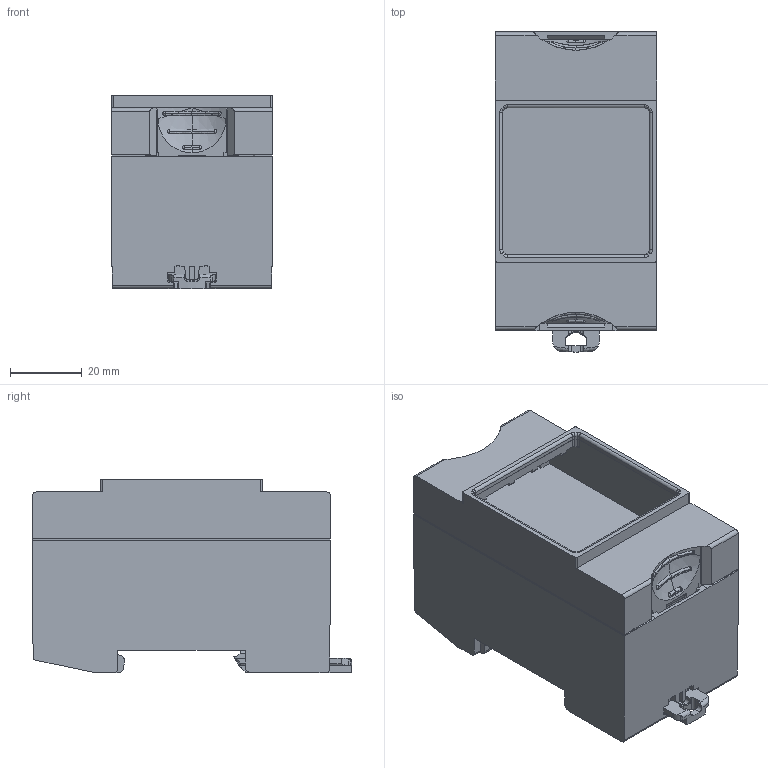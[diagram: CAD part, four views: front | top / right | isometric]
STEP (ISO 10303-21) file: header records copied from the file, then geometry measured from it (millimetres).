
FILE_DESCRIPTION(('CATIA V5 STEP Exchange','CAx-IF Rec.Pracs.--- Model Styling and Organization---1.4--- 2014-01-23'),'2;1');
FILE_NAME ('283483-2_1', '2020-01-07T13:35:21+00:00', ('none'), ('Weidmueller'), 'CATIA Version 5-6 Release 2016 SP3 HF44', 'CATIA V5 STEP AP214', 'none');
FILE_SCHEMA(('AUTOMOTIVE_DESIGN { 1 0 10303 214 1 1 1 1 }'));
Length unit declared in the file: millimetre
Products named in the file (1): 2534680000
Bounding box: 45 x 88.89 x 53.7 mm (x, y, z)
Volume: 128732 mm3; surface area: 36192.6 mm2
Topology: 1 solids, 7 shells, 916 faces, 2702 edges, 1757 vertices
Faces by surface type: plane 561, cylinder 203, bspline 117, cone 22, torus 10, sphere 3
Entity records: 37019 total; most frequent: CARTESIAN_POINT 15161, ORIENTED_EDGE 5378, DIRECTION 3208, EDGE_CURVE 2689, VECTOR 1886, LINE 1886, VERTEX_POINT 1757, EDGE_LOOP 928
